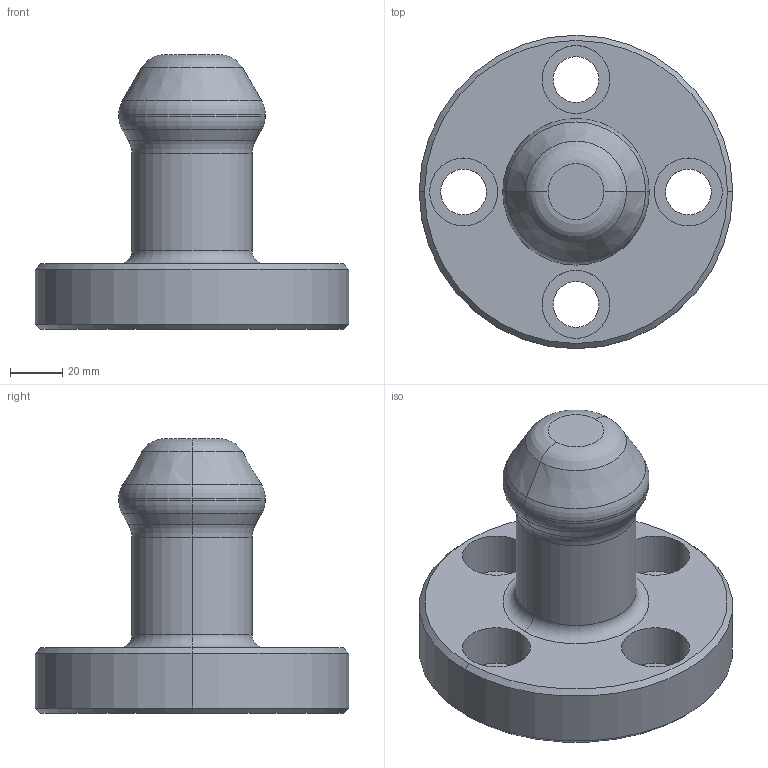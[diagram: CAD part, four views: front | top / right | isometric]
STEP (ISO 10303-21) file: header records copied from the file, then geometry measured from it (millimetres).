
FILE_DESCRIPTION (( 'STEP AP203' ), '1' );
FILE_NAME ('807 300 Zentrierbolzen ø56 033-134.STEP', '2014-03-10T12:31:42', ( '' ), ( '' ), 'SwSTEP 2.0', 'SolidWorks 2013', '' );
FILE_SCHEMA (( 'CONFIG_CONTROL_DESIGN' ));
Length unit declared in the file: millimetre
Products named in the file (1): 807 300 Zentrierbolzen ø56 033-134
Bounding box: 119.9 x 119.9 x 105 mm (x, y, z)
Volume: 377486.9 mm3; surface area: 47598.6 mm2
Topology: 1 solids, 1 shells, 47 faces, 100 edges, 60 vertices
Faces by surface type: cylinder 22, torus 10, cone 8, plane 7
Entity records: 1377 total; most frequent: DIRECTION 266, CARTESIAN_POINT 208, ORIENTED_EDGE 200, AXIS2_PLACEMENT_3D 118, EDGE_CURVE 100, CIRCLE 70, EDGE_LOOP 60, VERTEX_POINT 60
